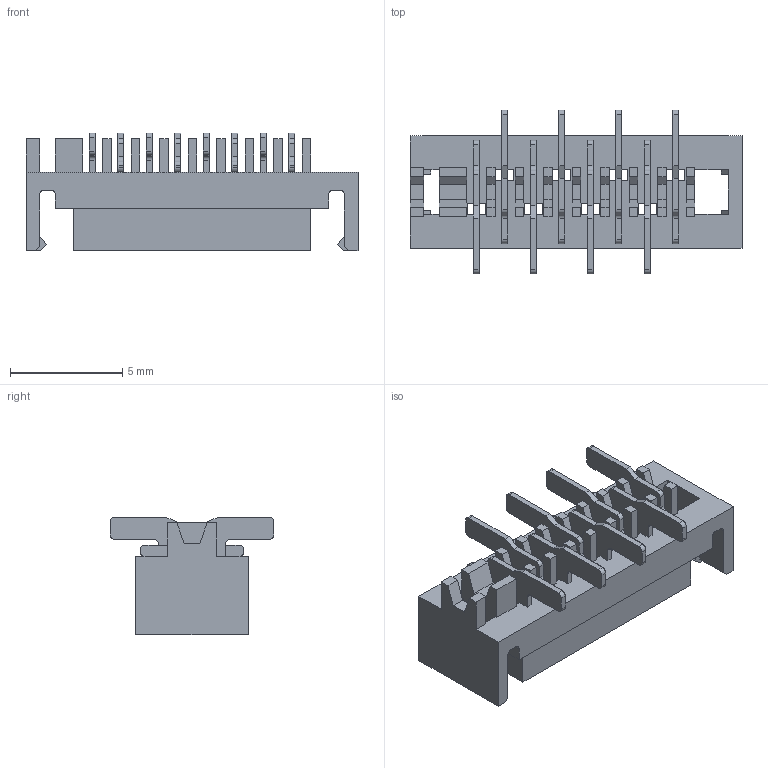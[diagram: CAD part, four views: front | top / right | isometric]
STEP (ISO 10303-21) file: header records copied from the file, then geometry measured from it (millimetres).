
FILE_DESCRIPTION (( 'STEP AP214' ), '1' );
FILE_NAME ('FID12707-084R1L-REF.STEP', '2025-08-14T02:07:51', ( '' ), ( '' ), 'SwSTEP 2.0', 'SolidWorks 2021', '' );
FILE_SCHEMA (( 'AUTOMOTIVE_DESIGN' ));
Length unit declared in the file: millimetre
Products named in the file (1): FID12707-084R1L-REF
Bounding box: 14.79 x 7.3 x 5.25 mm (x, y, z)
Volume: 208.8 mm3; surface area: 638.1 mm2
Topology: 1 solids, 1 shells, 582 faces, 1696 edges, 1120 vertices
Faces by surface type: plane 502, cylinder 80
Entity records: 19050 total; most frequent: CARTESIAN_POINT 3399, ORIENTED_EDGE 3392, DIRECTION 3022, EDGE_CURVE 1696, LINE 1536, VECTOR 1536, VERTEX_POINT 1120, AXIS2_PLACEMENT_3D 743
